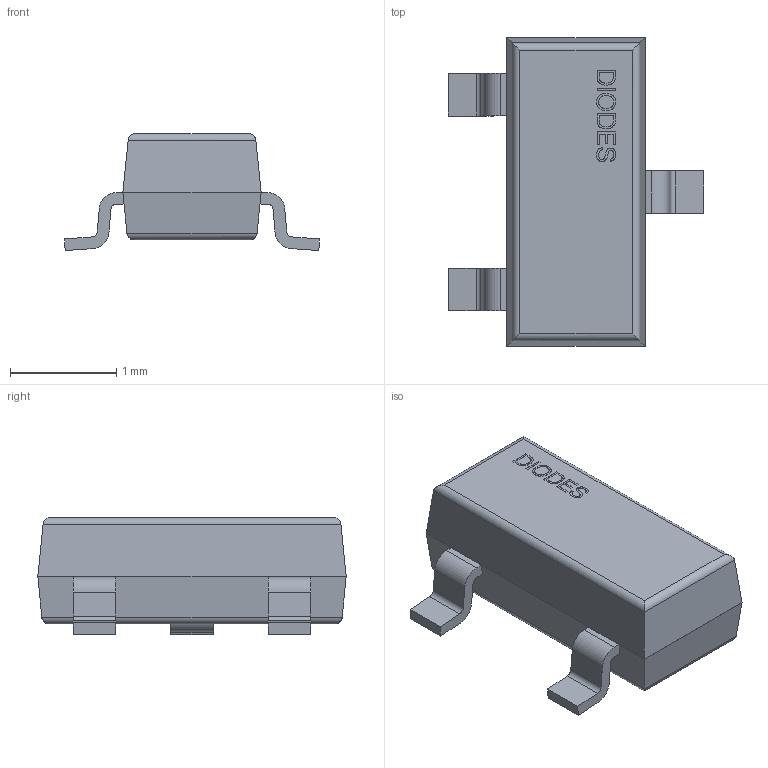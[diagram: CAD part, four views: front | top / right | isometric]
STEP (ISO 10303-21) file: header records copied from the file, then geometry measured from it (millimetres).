
FILE_DESCRIPTION(('FreeCAD Model'),'2;1');
FILE_NAME('Diodes Inc BAT54-7-F.step' ,'2019-08-08T12:08:48',('Author'),(''), 'Open CASCADE STEP processor 6.8','FreeCAD','Unknown');
FILE_SCHEMA(('AUTOMOTIVE_DESIGN_CC2 { 1 2 10303 214 -1 1 5 4 }'));
Length unit declared in the file: millimetre
Products named in the file (4): ASSEMBLY; logo; pins; Base
Assembly tree (3 placements, depth 2):
  ASSEMBLY
    logo
    pins
    Base
Bounding box: 2.4 x 2.9 x 1.1 mm (x, y, z)
Volume: 3.7 mm3; surface area: 17.6 mm2
Topology: 10 solids, 10 shells, 194 faces, 506 edges, 332 vertices
Faces by surface type: plane 89, extrusion 85, cylinder 20
Entity records: 12838 total; most frequent: CARTESIAN_POINT 3128, DIRECTION 1463, VECTOR 1161, LINE 1076, ORIENTED_EDGE 1012, PCURVE 1012, DEFINITIONAL_REPRESENTATION 1012, EDGE_CURVE 506
